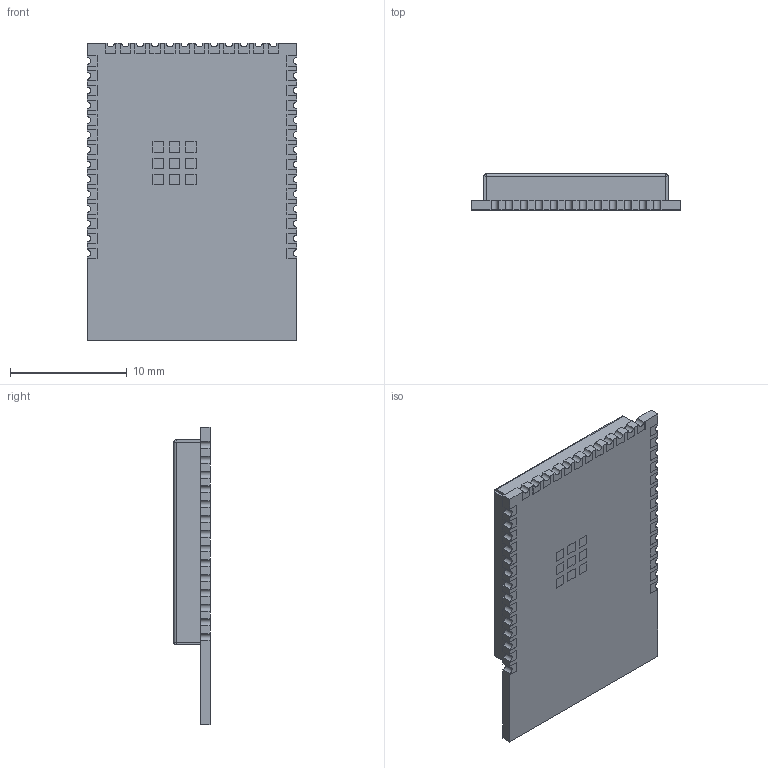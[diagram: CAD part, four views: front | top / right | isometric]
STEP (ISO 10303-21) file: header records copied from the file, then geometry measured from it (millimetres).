
FILE_DESCRIPTION (( 'STEP AP214' ), '1' );
FILE_NAME ('User Library-ESP32-S3-WROOM-1.STEP', '2025-07-29T04:14:15', ( '' ), ( '' ), 'SwSTEP 2.0', 'SolidWorks 2022', '' );
FILE_SCHEMA (( 'AUTOMOTIVE_DESIGN' ));
Length unit declared in the file: millimetre
Products named in the file (3): MUSK; PCB; User Library-ESP32-S3-WROOM-1
Assembly tree (2 placements, depth 2):
  User Library-ESP32-S3-WROOM-1
    PCB
    MUSK
Bounding box: 18 x 3.11 x 25.5 mm (x, y, z)
Volume: 445.8 mm3; surface area: 1831.6 mm2
Topology: 2 solids, 2 shells, 520 faces, 1488 edges, 984 vertices
Faces by surface type: plane 464, cylinder 48, bspline 8
Entity records: 17691 total; most frequent: CARTESIAN_POINT 3125, ORIENTED_EDGE 2976, DIRECTION 2602, EDGE_CURVE 1488, VECTOR 1392, LINE 1392, VERTEX_POINT 984, AXIS2_PLACEMENT_3D 605
